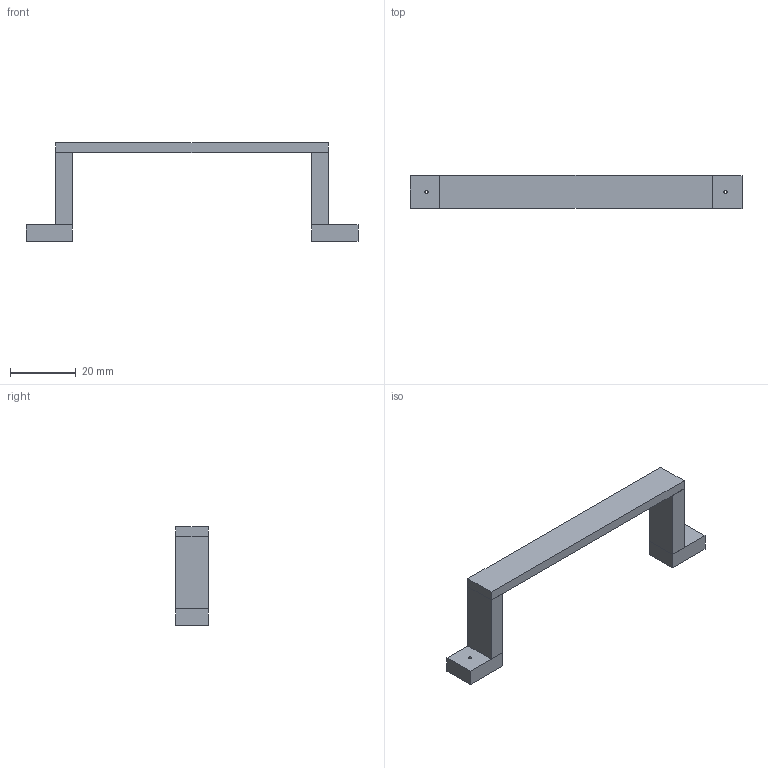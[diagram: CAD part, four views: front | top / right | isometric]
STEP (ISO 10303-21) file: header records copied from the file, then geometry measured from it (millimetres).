
FILE_DESCRIPTION(/* description */ (''),/* implementation_level */ '2;1');
FILE_NAME(/* name */ 'Compartment_Battery_Mount-P2.prt.step',/* time_stamp */ '2021-10-25T16:23:52+01:00',/* author */ (''),/* organization */ (''),/* preprocessor_version */ 'ST-DEVELOPER v15',/* originating_system */ 'SIEMENS PLM Software NX 9.0',/* authorisation */ '');
FILE_SCHEMA (('AUTOMOTIVE_DESIGN { 1 0 10303 214 3 1 1 1 }'));
Length unit declared in the file: millimetre
Products named in the file (1): Compartment_Battery_Mount-P2
Bounding box: 101 x 10 x 30 mm (x, y, z)
Volume: 6082.1 mm3; surface area: 4806.3 mm2
Topology: 5 solids, 5 shells, 32 faces, 66 edges, 44 vertices
Faces by surface type: plane 30, cylinder 2
Full cylindrical faces by diameter (mm): 1 x2
Entity records: 876 total; most frequent: CARTESIAN_POINT 141, DIRECTION 134, ORIENTED_EDGE 128, EDGE_CURVE 64, LINE 60, VECTOR 60, VERTEX_POINT 44, EDGE_LOOP 38
